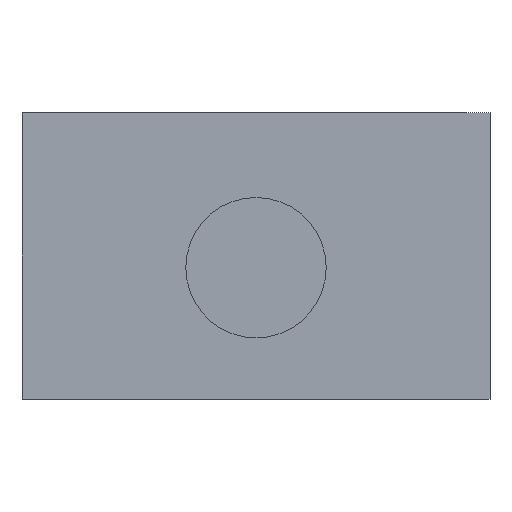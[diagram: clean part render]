
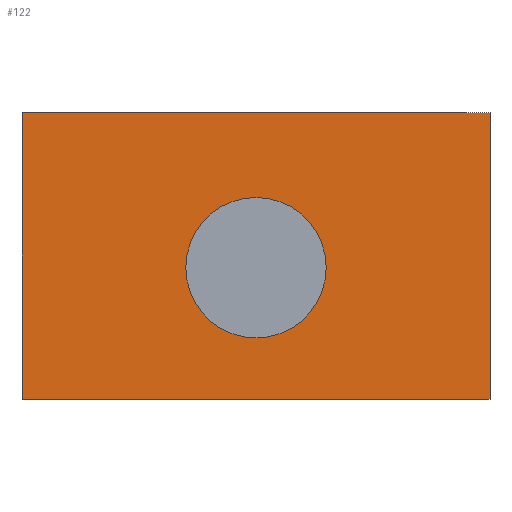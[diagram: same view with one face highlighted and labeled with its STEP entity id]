
A CAD part, front view. The second image highlights one B-rep face of the part: STEP entity #122.
In plain terms, the highlighted planar face has unit normal (0, -1, 0).
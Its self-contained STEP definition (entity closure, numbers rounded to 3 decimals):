
#52=AXIS2_PLACEMENT_3D('Plane Axis2P3D',#49,#50,#51) ;
#90=AXIS2_PLACEMENT_3D('Circle Axis2P3D',#88,#89,$) ;
#99=AXIS2_PLACEMENT_3D('Circle Axis2P3D',#97,#98,$) ;
#106=AXIS2_PLACEMENT_3D('Circle Axis2P3D',#104,#105,$) ;
#113=AXIS2_PLACEMENT_3D('Circle Axis2P3D',#111,#112,$) ;
#49=CARTESIAN_POINT('Axis2P3D Location',(0.,3.4,9.8)) ;
#54=CARTESIAN_POINT('Line Origine',(8.,3.4,9.8)) ;
#58=CARTESIAN_POINT('Vertex',(0.,3.4,9.8)) ;
#60=CARTESIAN_POINT('Vertex',(16.,3.4,9.8)) ;
#63=CARTESIAN_POINT('Line Origine',(0.,3.4,4.9)) ;
#67=CARTESIAN_POINT('Vertex',(0.,3.4,0.)) ;
#70=CARTESIAN_POINT('Line Origine',(8.,3.4,0.)) ;
#74=CARTESIAN_POINT('Vertex',(16.,3.4,0.)) ;
#77=CARTESIAN_POINT('Line Origine',(16.,3.4,4.9)) ;
#88=CARTESIAN_POINT('Axis2P3D Location',(8.,3.4,4.5)) ;
#92=CARTESIAN_POINT('Vertex',(6.684,3.4,3.781)) ;
#94=CARTESIAN_POINT('Vertex',(9.5,3.4,4.5)) ;
#97=CARTESIAN_POINT('Axis2P3D Location',(8.,3.4,4.5)) ;
#101=CARTESIAN_POINT('Vertex',(6.5,3.4,4.5)) ;
#104=CARTESIAN_POINT('Axis2P3D Location',(8.,3.4,4.5)) ;
#108=CARTESIAN_POINT('Vertex',(9.316,3.4,5.219)) ;
#111=CARTESIAN_POINT('Axis2P3D Location',(8.,3.4,4.5)) ;
#50=DIRECTION('Axis2P3D Direction',(0.,-1.,-0.)) ;
#51=DIRECTION('Axis2P3D XDirection',(0.,0.,-1.)) ;
#55=DIRECTION('Vector Direction',(1.,0.,0.)) ;
#64=DIRECTION('Vector Direction',(0.,0.,-1.)) ;
#71=DIRECTION('Vector Direction',(1.,0.,0.)) ;
#78=DIRECTION('Vector Direction',(0.,0.,-1.)) ;
#89=DIRECTION('Axis2P3D Direction',(0.,-1.,-0.)) ;
#98=DIRECTION('Axis2P3D Direction',(0.,-1.,-0.)) ;
#105=DIRECTION('Axis2P3D Direction',(0.,-1.,-0.)) ;
#112=DIRECTION('Axis2P3D Direction',(0.,-1.,-0.)) ;
#56=VECTOR('Line Direction',#55,1.) ;
#65=VECTOR('Line Direction',#64,1.) ;
#72=VECTOR('Line Direction',#71,1.) ;
#79=VECTOR('Line Direction',#78,1.) ;
#83=ORIENTED_EDGE('',*,*,#62,.F.) ;
#84=ORIENTED_EDGE('',*,*,#69,.T.) ;
#85=ORIENTED_EDGE('',*,*,#76,.T.) ;
#86=ORIENTED_EDGE('',*,*,#81,.F.) ;
#117=ORIENTED_EDGE('',*,*,#96,.F.) ;
#118=ORIENTED_EDGE('',*,*,#103,.F.) ;
#119=ORIENTED_EDGE('',*,*,#110,.F.) ;
#120=ORIENTED_EDGE('',*,*,#115,.F.) ;
#121=FACE_BOUND('',#116,.T.) ;
#122=ADVANCED_FACE('Brep With Voids',(#87,#121),#53,.T.) ;
#91=CIRCLE('generated circle',#90,1.5) ;
#100=CIRCLE('generated circle',#99,1.5) ;
#107=CIRCLE('generated circle',#106,1.5) ;
#114=CIRCLE('generated circle',#113,1.5) ;
#62=EDGE_CURVE('',#59,#61,#57,.T.) ;
#69=EDGE_CURVE('',#59,#68,#66,.T.) ;
#76=EDGE_CURVE('',#68,#75,#73,.T.) ;
#81=EDGE_CURVE('',#61,#75,#80,.T.) ;
#96=EDGE_CURVE('',#93,#95,#91,.T.) ;
#103=EDGE_CURVE('',#102,#93,#100,.T.) ;
#110=EDGE_CURVE('',#109,#102,#107,.T.) ;
#115=EDGE_CURVE('',#95,#109,#114,.T.) ;
#82=EDGE_LOOP('',(#83,#84,#85,#86)) ;
#116=EDGE_LOOP('',(#117,#118,#119,#120)) ;
#87=FACE_OUTER_BOUND('',#82,.T.) ;
#57=LINE('Line',#54,#56) ;
#66=LINE('Line',#63,#65) ;
#73=LINE('Line',#70,#72) ;
#80=LINE('Line',#77,#79) ;
#53=PLANE('',#52) ;
#59=VERTEX_POINT('',#58) ;
#61=VERTEX_POINT('',#60) ;
#68=VERTEX_POINT('',#67) ;
#75=VERTEX_POINT('',#74) ;
#93=VERTEX_POINT('',#92) ;
#95=VERTEX_POINT('',#94) ;
#102=VERTEX_POINT('',#101) ;
#109=VERTEX_POINT('',#108) ;
